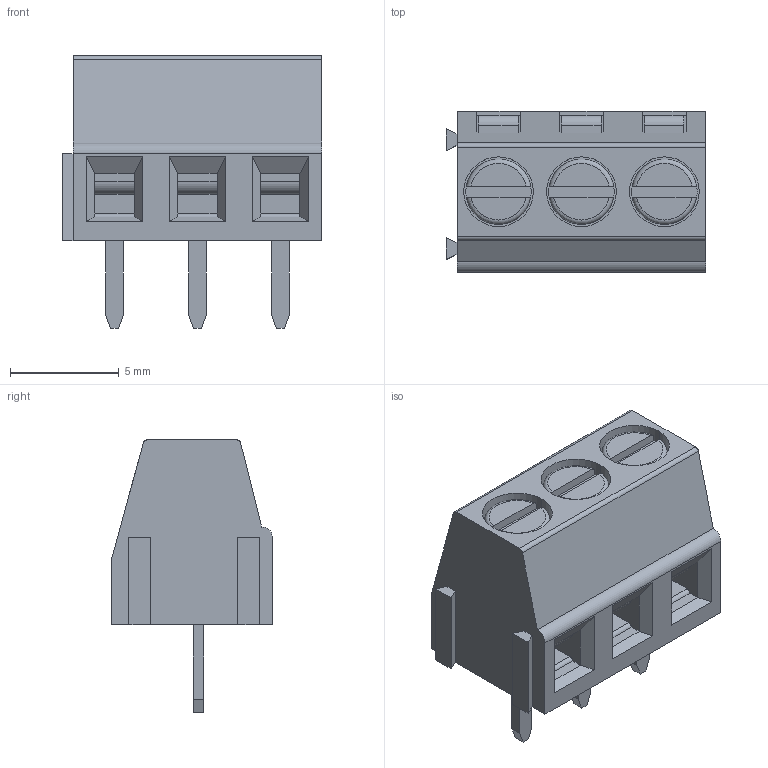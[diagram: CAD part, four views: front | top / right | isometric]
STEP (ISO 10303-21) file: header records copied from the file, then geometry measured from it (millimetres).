
FILE_DESCRIPTION (( 'STEP AP214' ), '1' );
FILE_NAME ('CONN-TH_DB3.81-LI-3P-125.step', '2022-08-08T02:33:09', ( '' ), ( '' ), 'SwSTEP 2.0', 'SolidWorks 2020', '' );
FILE_SCHEMA (( 'AUTOMOTIVE_DESIGN' ));
Length unit declared in the file: millimetre
Products named in the file (1): CONN-TH_DB3.81-LI-3P-125
Bounding box: 11.93 x 7.4 x 12.5 mm (x, y, z)
Volume: 572.2 mm3; surface area: 674.8 mm2
Topology: 14 solids, 14 shells, 452 faces, 1197 edges, 792 vertices
Faces by surface type: plane 310, bspline 112, cylinder 24, torus 6
Entity records: 19611 total; most frequent: CARTESIAN_POINT 4606, ORIENTED_EDGE 2394, DIRECTION 1705, EDGE_CURVE 1197, VECTOR 891, LINE 891, VERTEX_POINT 792, EDGE_LOOP 483
